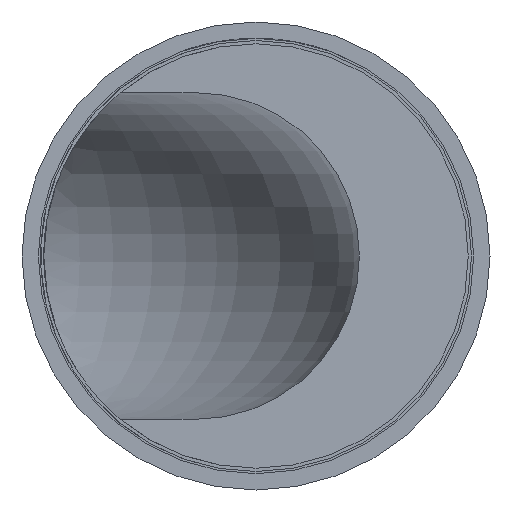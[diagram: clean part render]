
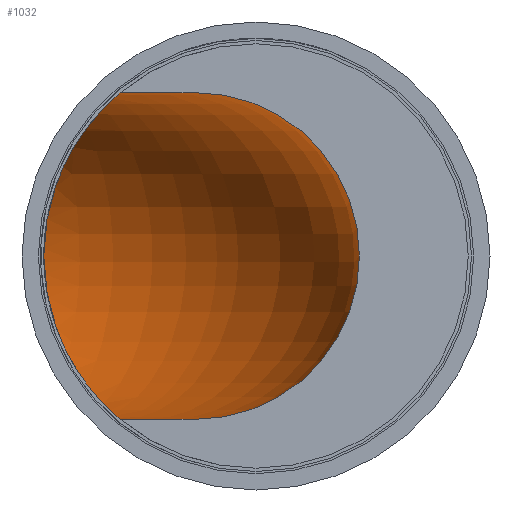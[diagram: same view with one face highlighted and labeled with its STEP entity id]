
A CAD part, front view. The second image highlights one B-rep face of the part: STEP entity #1032.
In plain terms, the highlighted toroidal (fillet/blend) face has major radius 2.5 mm and minor radius 1.5 mm.
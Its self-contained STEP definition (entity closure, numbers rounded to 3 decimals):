
#10 = CARTESIAN_POINT ( 'NONE',  ( -1.288, -20.627, -1.464 ) ) ;
#44 = CIRCLE ( 'NONE', #2623, 2.5 ) ;
#51 = AXIS2_PLACEMENT_3D ( 'NONE', #2154, #1870, #874 ) ;
#462 = CARTESIAN_POINT ( 'NONE',  ( -1.282, -20.624, 1.471 ) ) ;
#494 = CARTESIAN_POINT ( 'NONE',  ( -1.938, -19.024, 0.25 ) ) ;
#506 = CARTESIAN_POINT ( 'NONE',  ( -1.655, -19.532, -1.042 ) ) ;
#514 = CARTESIAN_POINT ( 'NONE',  ( -1.524, -19.833, -1.218 ) ) ;
#765 = TOROIDAL_SURFACE ( 'NONE', #51, 2.5, 1.5 ) ;
#870 = ORIENTED_EDGE ( 'NONE', *, *, #1261, .F. ) ;
#874 = DIRECTION ( 'NONE',  ( 1., 0., 0. ) ) ;
#901 = DIRECTION ( 'NONE',  ( 0., 0., 1. ) ) ;
#1006 = CARTESIAN_POINT ( 'NONE',  ( -1.406, -20.157, 1.353 ) ) ;
#1032 = ADVANCED_FACE ( 'Defeature ausgef�hrt1_12', ( #2462 ), #765, .F. ) ;
#1051 = DIRECTION ( 'NONE',  ( 1., 0., 0. ) ) ;
#1085 = CARTESIAN_POINT ( 'NONE',  ( -1.246, -21.119, -1.5 ) ) ;
#1172 = CIRCLE ( 'NONE', #1991, 2.5 ) ;
#1214 = CARTESIAN_POINT ( 'NONE',  ( -0.55, -22.85, 0. ) ) ;
#1233 = CARTESIAN_POINT ( 'NONE',  ( -1.95, -19.004, -0.122 ) ) ;
#1238 = EDGE_CURVE ( 'Defeature ausgef�hrt1_12+Defeature ausgef�hrt1_11+Defeature ausgef�hrt1_9+Defeature ausgef�hrt1_10', #2857, #1821, #2839, .T. ) ;
#1261 = EDGE_CURVE ( 'Defeature ausgef�hrt1_9+Defeature ausgef�hrt1_12+Defeature ausgef�hrt1_11+Defeature ausgef�hrt1_2', #2857, #2404, #1172, .T. ) ;
#1268 = CARTESIAN_POINT ( 'NONE',  ( -1.483, -19.937, 1.268 ) ) ;
#1287 = CARTESIAN_POINT ( 'NONE',  ( -1.255, -20.87, -1.493 ) ) ;
#1494 = CARTESIAN_POINT ( 'NONE',  ( -1.938, -19.024, -0.247 ) ) ;
#1507 = CARTESIAN_POINT ( 'NONE',  ( -1.654, -19.534, 1.043 ) ) ;
#1554 = CARTESIAN_POINT ( 'NONE',  ( -1.37, -20.273, -1.388 ) ) ;
#1561 = DIRECTION ( 'NONE',  ( 0., -1., 0. ) ) ;
#1598 = CARTESIAN_POINT ( 'NONE',  ( -1.246, -21.119, 1.5 ) ) ;
#1743 = CARTESIAN_POINT ( 'NONE',  ( -1.893, -19.098, -0.481 ) ) ;
#1774 = CARTESIAN_POINT ( 'NONE',  ( -1.748, -19.354, 0.889 ) ) ;
#1792 = CARTESIAN_POINT ( 'NONE',  ( -3.05, -22.85, -1.5 ) ) ;
#1806 = CARTESIAN_POINT ( 'NONE',  ( -1.483, -19.938, -1.268 ) ) ;
#1807 = AXIS2_PLACEMENT_3D ( 'NONE', #1214, #1561, #2058 ) ;
#1821 = VERTEX_POINT ( 'NONE', #3167 ) ;
#1832 = CARTESIAN_POINT ( 'NONE',  ( -1.861, -19.153, -0.591 ) ) ;
#1870 = DIRECTION ( 'NONE',  ( 0., 0., 1. ) ) ;
#1918 = EDGE_LOOP ( 'NONE', ( #2306, #870, #3058, #2040 ) ) ;
#1970 = EDGE_CURVE ( 'Defeature ausgef�hrt1_12+Defeature ausgef�hrt1_10+Defeature ausgef�hrt1_11+Defeature ausgef�hrt1_2', #1821, #2290, #44, .T. ) ;
#1991 = AXIS2_PLACEMENT_3D ( 'NONE', #1792, #2587, #1051 ) ;
#2040 = ORIENTED_EDGE ( 'NONE', *, *, #1970, .T. ) ;
#2042 = CARTESIAN_POINT ( 'NONE',  ( -1.893, -19.1, 0.484 ) ) ;
#2058 = DIRECTION ( 'NONE',  ( 0., 0., -1. ) ) ;
#2085 = CARTESIAN_POINT ( 'NONE',  ( -1.312, -20.507, -1.444 ) ) ;
#2091 = CARTESIAN_POINT ( 'NONE',  ( -0.55, -22.85, -1.5 ) ) ;
#2142 = EDGE_CURVE ( 'Defeature ausgef�hrt1_12+Defeature ausgef�hrt1_2+Defeature ausgef�hrt1_10+Defeature ausgef�hrt1_9', #2290, #2404, #2365, .T. ) ;
#2154 = CARTESIAN_POINT ( 'NONE',  ( -3.05, -22.85, 0. ) ) ;
#2262 = CARTESIAN_POINT ( 'NONE',  ( -1.861, -19.154, 0.592 ) ) ;
#2290 = VERTEX_POINT ( 'NONE', #1598 ) ;
#2306 = ORIENTED_EDGE ( 'NONE', *, *, #2142, .T. ) ;
#2326 = CARTESIAN_POINT ( 'NONE',  ( -1.246, -21.119, -1.5 ) ) ;
#2336 = CARTESIAN_POINT ( 'NONE',  ( -1.749, -19.353, -0.888 ) ) ;
#2360 = CARTESIAN_POINT ( 'NONE',  ( -1.406, -20.157, -1.353 ) ) ;
#2365 = B_SPLINE_CURVE_WITH_KNOTS ( 'NONE', 3,
 ( #2803, #3074, #462, #2555, #1006, #1268, #3094, #1507, #1774, #2262, #2042, #494, #2793, #1233, #1494, #1743, #1832, #2336, #506, #514, #1806, #2360, #1554, #2085, #10, #1287, #3132, #2326 ),
 .UNSPECIFIED., .F., .F.,
 ( 4, 2, 2, 2, 2, 2, 2, 2, 2, 2, 2, 2, 2, 4 ),
 ( 0.008, 0.009, 0.009, 0.009, 0.01, 0.011, 0.011, 0.011, 0.012, 0.012, 0.013, 0.013, 0.014, 0.014 ),
 .UNSPECIFIED. ) ;
#2404 = VERTEX_POINT ( 'NONE', #1085 ) ;
#2455 = CARTESIAN_POINT ( 'NONE',  ( -3.05, -22.85, 1.5 ) ) ;
#2462 = FACE_OUTER_BOUND ( 'NONE', #1918, .T. ) ;
#2555 = CARTESIAN_POINT ( 'NONE',  ( -1.37, -20.272, 1.388 ) ) ;
#2587 = DIRECTION ( 'NONE',  ( 0., 0., 1. ) ) ;
#2623 = AXIS2_PLACEMENT_3D ( 'NONE', #2455, #901, #2699 ) ;
#2699 = DIRECTION ( 'NONE',  ( 1., 0., 0. ) ) ;
#2793 = CARTESIAN_POINT ( 'NONE',  ( -1.95, -19.004, 0.127 ) ) ;
#2803 = CARTESIAN_POINT ( 'NONE',  ( -1.246, -21.119, 1.5 ) ) ;
#2839 = CIRCLE ( 'NONE', #1807, 1.5 ) ;
#2857 = VERTEX_POINT ( 'NONE', #2091 ) ;
#3058 = ORIENTED_EDGE ( 'NONE', *, *, #1238, .T. ) ;
#3074 = CARTESIAN_POINT ( 'NONE',  ( -1.246, -20.872, 1.5 ) ) ;
#3094 = CARTESIAN_POINT ( 'NONE',  ( -1.524, -19.833, 1.218 ) ) ;
#3132 = CARTESIAN_POINT ( 'NONE',  ( -1.246, -20.995, -1.5 ) ) ;
#3167 = CARTESIAN_POINT ( 'NONE',  ( -0.55, -22.85, 1.5 ) ) ;
